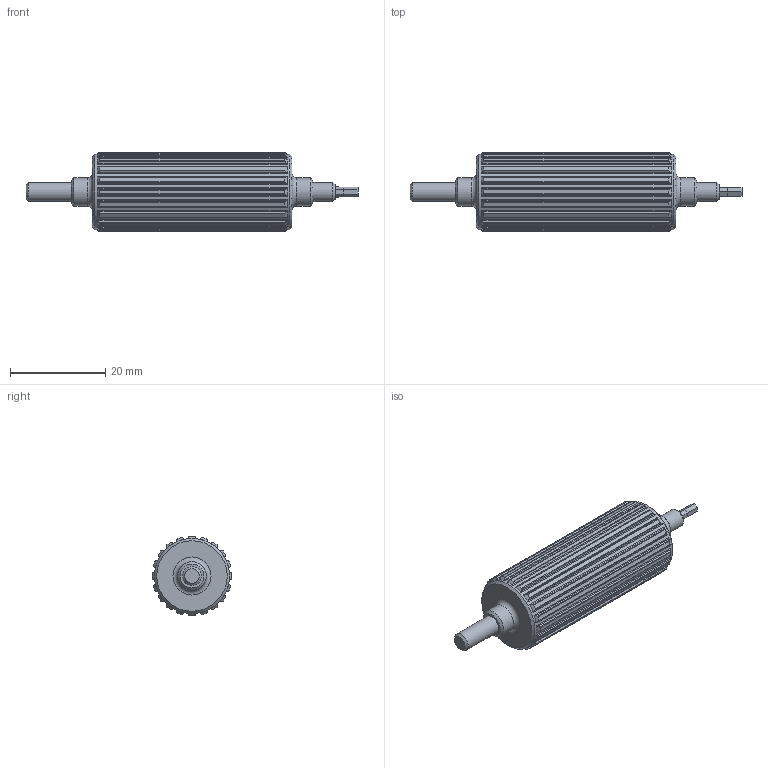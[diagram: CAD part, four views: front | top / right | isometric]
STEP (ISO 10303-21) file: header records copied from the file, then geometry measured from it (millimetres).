
FILE_DESCRIPTION(/* description */ (''),/* implementation_level */ '2;1');
FILE_NAME(/* name */ 'Scrollwheel.step',/* time_stamp */ '2023-08-27T09:25:19+01:00',/* author */ (''),/* organization */ (''),/* preprocessor_version */ 'ST-DEVELOPER v20',/* originating_system */ 'Autodesk Translation Framework v12.9.0.99',/* authorisation */ '');
FILE_SCHEMA (('AUTOMOTIVE_DESIGN { 1 0 10303 214 3 1 1 }'));
Length unit declared in the file: millimetre
Products named in the file (1): Scrollwheel
Bounding box: 69.83 x 16.8 x 16.8 mm (x, y, z)
Volume: 9196.7 mm3; surface area: 3272.8 mm2
Topology: 1 solids, 1 shells, 212 faces, 626 edges, 440 vertices
Faces by surface type: cylinder 125, cone 46, plane 39, torus 2
Full cylindrical faces by diameter (mm): 4 x2, 6 x2, 15.8 x1
Entity records: 8754 total; most frequent: CARTESIAN_POINT 3801, ORIENTED_EDGE 1252, DIRECTION 672, EDGE_CURVE 626, VERTEX_POINT 440, B_SPLINE_CURVE_WITH_KNOTS 362, EDGE_LOOP 236, AXIS2_PLACEMENT_3D 235
